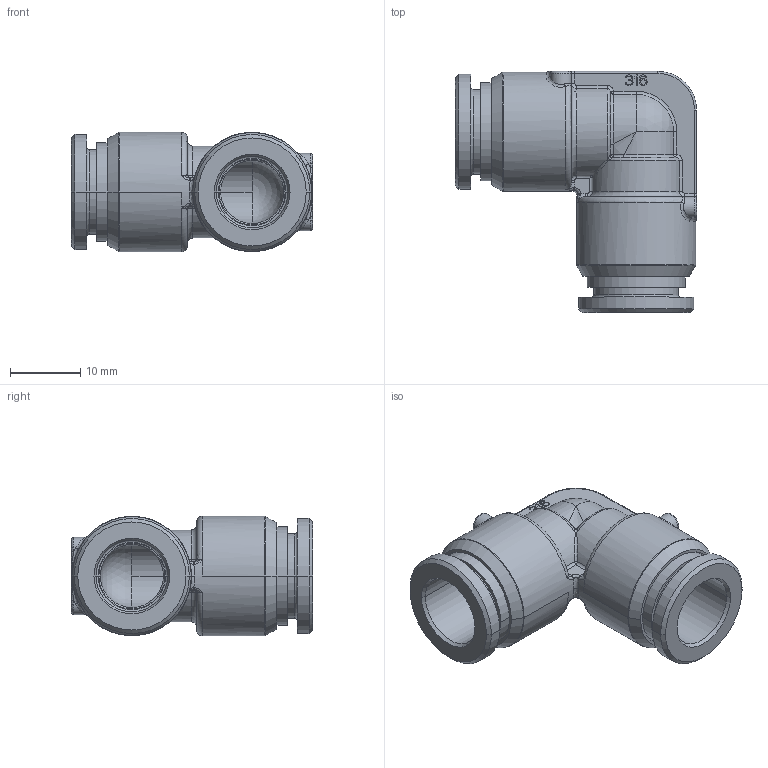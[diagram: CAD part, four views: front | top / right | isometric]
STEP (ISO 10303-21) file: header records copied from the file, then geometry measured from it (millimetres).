
FILE_DESCRIPTION(( 'MXM.28.10.10.stp' ), '1');
FILE_NAME( 'MXM.28.10.10.stp', '2018-09-04T16:08:34',( 'Sopra'),('sopra-pneumatic.com'), 'SwSTEP 2.0','SolidWorks 2009','' );
FILE_SCHEMA(('CONFIG_CONTROL_DESIGN'));
Length unit declared in the file: millimetre
Products named in the file (1): 384409B_955X4M-10FF
Bounding box: 34.35 x 34.35 x 17 mm (x, y, z)
Volume: 5386.9 mm3; surface area: 5276.9 mm2
Topology: 1 solids, 1 shells, 363 faces, 890 edges, 544 vertices
Faces by surface type: plane 156, cylinder 77, bspline 57, torus 50, cone 20, sphere 3
Entity records: 13824 total; most frequent: CARTESIAN_POINT 5516, ORIENTED_EDGE 1778, DIRECTION 1653, EDGE_CURVE 889, AXIS2_PLACEMENT_3D 575, VERTEX_POINT 544, VECTOR 503, LINE 503
